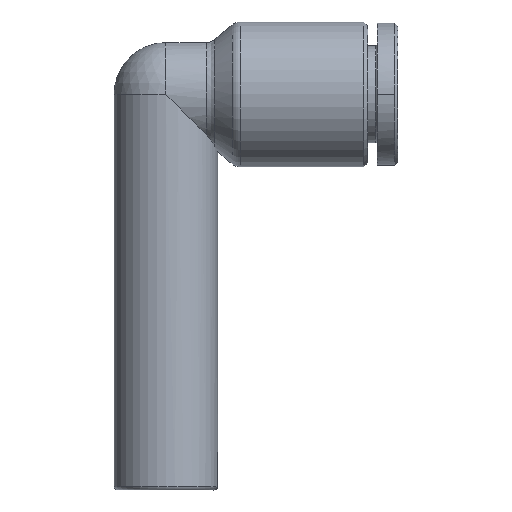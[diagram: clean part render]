
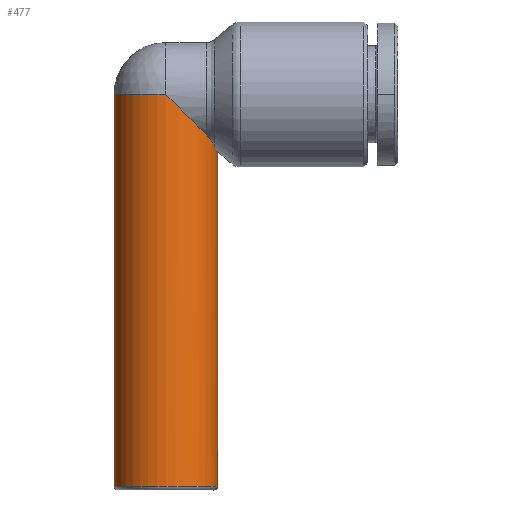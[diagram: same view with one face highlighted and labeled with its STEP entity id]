
A CAD part, front view. The second image highlights one B-rep face of the part: STEP entity #477.
In plain terms, the highlighted cylindrical face has radius 4 mm (diameter 8 mm), a partial arc.
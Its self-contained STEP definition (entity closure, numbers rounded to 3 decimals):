
#143=CARTESIAN_POINT('',(-9.5,0.,0.));
#144=VERTEX_POINT('',#143);
#335=CARTESIAN_POINT('',(-2.365,-2.484,-3.135));
#336=VERTEX_POINT('',#335);
#344=CARTESIAN_POINT('',(-1.721,-1.311,-4.027));
#345=VERTEX_POINT('',#344);
#346=CARTESIAN_POINT('',(-2.365,-2.484,-3.135));
#347=CARTESIAN_POINT('',(-2.215,-2.295,-3.285));
#348=CARTESIAN_POINT('',(-2.067,-2.073,-3.476));
#349=CARTESIAN_POINT('',(-1.849,-1.645,-3.802));
#350=CARTESIAN_POINT('',(-1.779,-1.477,-3.922));
#351=CARTESIAN_POINT('',(-1.721,-1.311,-4.027));
#352=B_SPLINE_CURVE_WITH_KNOTS('',3,(#346,#347,#348,#349,#350,#351),.UNSPECIFIED.,.F.,.U.,(4,2,4),(-1.853,-0.98,-0.414),.UNSPECIFIED.);
#353=EDGE_CURVE('',#336,#345,#352,.T.);
#377=CARTESIAN_POINT('',(-1.5,0.,-4.421));
#378=VERTEX_POINT('',#377);
#379=CARTESIAN_POINT('',(-1.5,0.,-4.421));
#380=CARTESIAN_POINT('',(-1.5,-0.165,-4.421));
#381=CARTESIAN_POINT('',(-1.51,-0.334,-4.403));
#382=CARTESIAN_POINT('',(-1.552,-0.666,-4.329));
#383=CARTESIAN_POINT('',(-1.584,-0.829,-4.274));
#384=CARTESIAN_POINT('',(-1.652,-1.098,-4.152));
#385=CARTESIAN_POINT('',(-1.685,-1.207,-4.093));
#386=CARTESIAN_POINT('',(-1.721,-1.311,-4.027));
#387=B_SPLINE_CURVE_WITH_KNOTS('',3,(#379,#380,#381,#382,#383,#384,#385,#386),.UNSPECIFIED.,.F.,.U.,(4,2,2,4),(4.165,4.661,5.158,5.521),.UNSPECIFIED.);
#388=EDGE_CURVE('',#378,#345,#387,.T.);
#417=CARTESIAN_POINT('',(-5.5,-4.0,0.));
#418=VERTEX_POINT('',#417);
#426=CARTESIAN_POINT('',(-5.5,0.,0.0));
#427=DIRECTION('',(0.707,0.,0.707));
#428=DIRECTION('',(-0.707,0.,0.707));
#429=AXIS2_PLACEMENT_3D('',#426,#427,#428);
#430=ELLIPSE('',#429,5.657,4.0);
#431=EDGE_CURVE('',#418,#336,#430,.T.);
#437=CARTESIAN_POINT('',(-5.5,0.,-2.8));
#438=DIRECTION('',(0.0,0.,1.0));
#439=DIRECTION('',(-1.0,0.0,0.0));
#440=AXIS2_PLACEMENT_3D('',#437,#438,#439);
#441=CYLINDRICAL_SURFACE('',#440,4.0);
#442=CARTESIAN_POINT('',(-9.5,0.,-30.3));
#443=VERTEX_POINT('',#442);
#444=CARTESIAN_POINT('',(-9.5,0.,-30.3));
#445=DIRECTION('',(0.0,0.0,1.0));
#446=VECTOR('',#445,30.3);
#447=LINE('',#444,#446);
#448=EDGE_CURVE('',#443,#144,#447,.T.);
#449=ORIENTED_EDGE('',*,*,#448,.F.);
#450=CARTESIAN_POINT('',(-1.5,0.,-30.3));
#451=VERTEX_POINT('',#450);
#452=CARTESIAN_POINT('',(-5.5,0.,-30.3));
#453=DIRECTION('',(0.0,0.0,-1.0));
#454=DIRECTION('',(1.0,0.0,0.0));
#455=AXIS2_PLACEMENT_3D('',#452,#453,#454);
#456=CIRCLE('',#455,4.0);
#457=EDGE_CURVE('',#451,#443,#456,.T.);
#458=ORIENTED_EDGE('',*,*,#457,.F.);
#459=CARTESIAN_POINT('',(-1.5,0.,-4.421));
#460=DIRECTION('',(0.0,0.0,-1.0));
#461=VECTOR('',#460,25.879);
#462=LINE('',#459,#461);
#463=EDGE_CURVE('',#378,#451,#462,.T.);
#464=ORIENTED_EDGE('',*,*,#463,.F.);
#465=ORIENTED_EDGE('',*,*,#388,.T.);
#466=ORIENTED_EDGE('',*,*,#353,.F.);
#467=ORIENTED_EDGE('',*,*,#431,.F.);
#468=CARTESIAN_POINT('',(-5.5,0.,0.));
#469=DIRECTION('',(0.0,0.0,1.0));
#470=DIRECTION('',(0.0,1.0,0.0));
#471=AXIS2_PLACEMENT_3D('',#468,#469,#470);
#472=CIRCLE('',#471,4.0);
#473=EDGE_CURVE('',#144,#418,#472,.T.);
#474=ORIENTED_EDGE('',*,*,#473,.F.);
#475=EDGE_LOOP('',(#449,#458,#464,#465,#466,#467,#474));
#476=FACE_OUTER_BOUND('',#475,.T.);
#477=ADVANCED_FACE('',(#476),#441,.T.);
